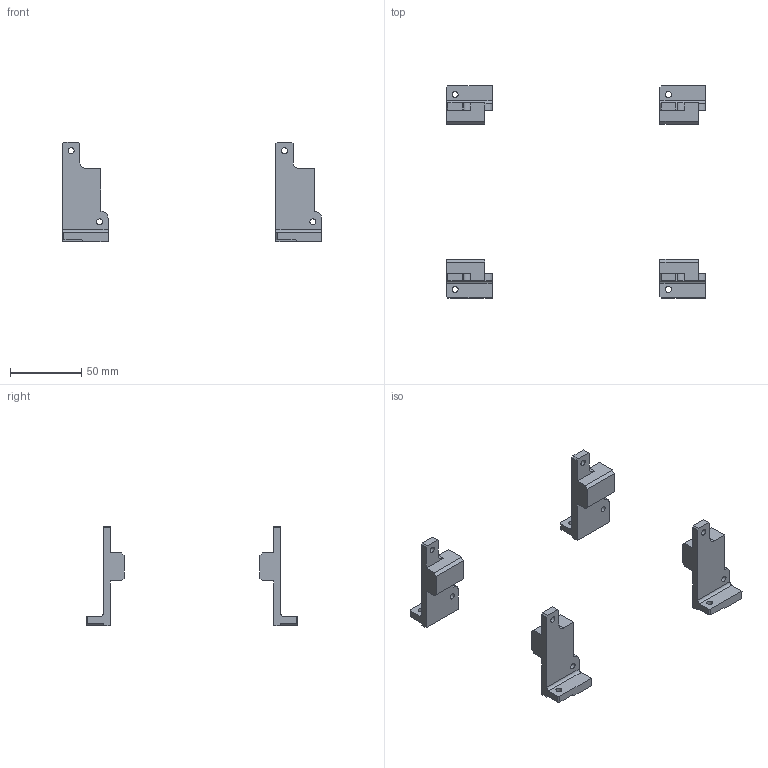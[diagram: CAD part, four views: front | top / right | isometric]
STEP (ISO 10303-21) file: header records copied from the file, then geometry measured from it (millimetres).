
FILE_DESCRIPTION(/* description */ (''),/* implementation_level */ '2;1');
FILE_NAME(/* name */ 'PSU mounting brackets.step',/* time_stamp */ '2024-04-15T10:25:38-04:00',/* author */ (''),/* organization */ (''),/* preprocessor_version */ 'ST-DEVELOPER v20',/* originating_system */ 'Autodesk Translation Framework v12.20.1.177',/* authorisation */ '');
FILE_SCHEMA (('AUTOMOTIVE_DESIGN { 1 0 10303 214 3 1 1 }'));
Length unit declared in the file: millimetre
Products named in the file (1): PSU mounting bracket
Bounding box: 182 x 149 x 70 mm (x, y, z)
Volume: 63455.9 mm3; surface area: 25150.2 mm2
Topology: 4 solids, 4 shells, 112 faces, 312 edges, 208 vertices
Faces by surface type: plane 88, cylinder 24
Full cylindrical faces by diameter (mm): 4.2 x12
Entity records: 3649 total; most frequent: CARTESIAN_POINT 633, ORIENTED_EDGE 624, DIRECTION 586, EDGE_CURVE 312, LINE 264, VECTOR 264, VERTEX_POINT 208, AXIS2_PLACEMENT_3D 161
